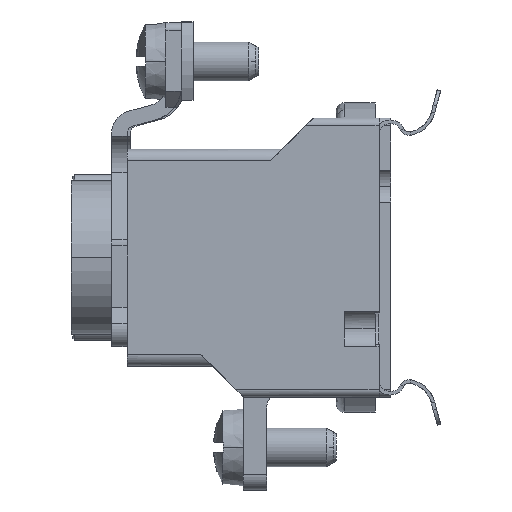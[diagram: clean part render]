
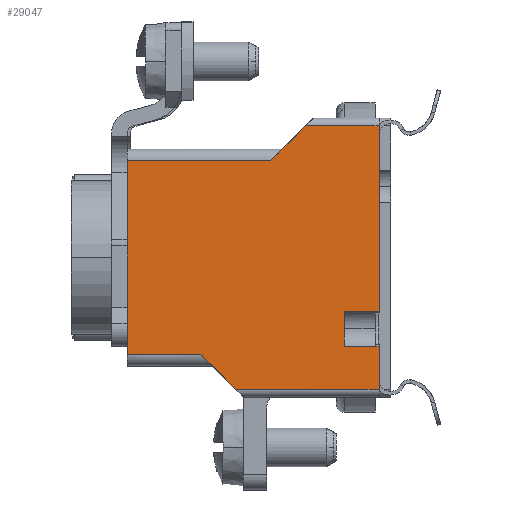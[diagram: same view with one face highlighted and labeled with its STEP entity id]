
A CAD part, left-side view. The second image highlights one B-rep face of the part: STEP entity #29047.
In plain terms, the highlighted planar face has unit normal (-1, 0, 0).
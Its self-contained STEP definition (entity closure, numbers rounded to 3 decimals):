
#18895=DIRECTION('',(0.,0.,-1.));
#18896=VECTOR('',#18895,25.);
#18897=CARTESIAN_POINT('',(-40.35,34.,12.5));
#18898=LINE('',#18897,#18896);
#19506=DIRECTION('',(0.,-1.,0.));
#19507=VECTOR('',#19506,9.5);
#19508=CARTESIAN_POINT('',(-40.35,34.,-12.5));
#19509=LINE('',#19508,#19507);
#19513=CARTESIAN_POINT('',(-40.35,24.5,-12.5));
#19525=DIRECTION('',(0.,-1.,0.));
#19526=VECTOR('',#19525,4.5);
#19527=CARTESIAN_POINT('',(-40.35,6.,-11.442));
#19528=LINE('',#19527,#19526);
#19532=DIRECTION('',(0.,0.707,0.707));
#19533=VECTOR('',#19532,6.364);
#19534=CARTESIAN_POINT('',(-40.35,20.,-17.));
#19535=LINE('',#19534,#19533);
#19539=DIRECTION('',(0.,-0.707,0.707));
#19540=VECTOR('',#19539,6.364);
#19541=CARTESIAN_POINT('',(-40.35,15.5,12.5));
#19542=LINE('',#19541,#19540);
#19546=DIRECTION('',(0.,-1.,0.));
#19547=VECTOR('',#19546,4.5);
#19548=CARTESIAN_POINT('',(-40.35,6.,-6.942));
#19549=LINE('',#19548,#19547);
#19567=DIRECTION('',(0.,0.,1.));
#19568=VECTOR('',#19567,23.942);
#19569=CARTESIAN_POINT('',(-40.35,1.5,-6.942));
#19570=LINE('',#19569,#19568);
#19619=DIRECTION('',(0.,1.,0.));
#19620=VECTOR('',#19619,9.5);
#19621=CARTESIAN_POINT('',(-40.35,1.5,17.));
#19622=LINE('',#19621,#19620);
#19670=DIRECTION('',(0.,1.,0.));
#19671=VECTOR('',#19670,18.5);
#19672=CARTESIAN_POINT('',(-40.35,15.5,12.5));
#19673=LINE('',#19672,#19671);
#24432=DIRECTION('',(0.,0.,1.));
#24433=VECTOR('',#24432,5.558);
#24434=CARTESIAN_POINT('',(-40.35,1.5,-17.));
#24435=LINE('',#24434,#24433);
#24446=DIRECTION('',(0.,0.,1.));
#24447=VECTOR('',#24446,4.5);
#24448=CARTESIAN_POINT('',(-40.35,6.,-11.442));
#24449=LINE('',#24448,#24447);
#24483=DIRECTION('',(0.,-1.,0.));
#24484=VECTOR('',#24483,18.5);
#24485=CARTESIAN_POINT('',(-40.35,20.,-17.));
#24486=LINE('',#24485,#24484);
#26699=CARTESIAN_POINT('',(-40.35,34.,12.5));
#26700=VERTEX_POINT('',#26699);
#26701=CARTESIAN_POINT('',(-40.35,34.,-12.5));
#26702=VERTEX_POINT('',#26701);
#26866=VERTEX_POINT('',#19513);
#26867=CARTESIAN_POINT('',(-40.35,20.,-17.));
#26868=VERTEX_POINT('',#26867);
#26872=CARTESIAN_POINT('',(-40.35,6.,-6.942));
#26873=CARTESIAN_POINT('',(-40.35,1.5,-6.942));
#26874=VERTEX_POINT('',#26872);
#26875=VERTEX_POINT('',#26873);
#26876=CARTESIAN_POINT('',(-40.35,6.,-11.442));
#26877=VERTEX_POINT('',#26876);
#26878=CARTESIAN_POINT('',(-40.35,1.5,-11.442));
#26879=VERTEX_POINT('',#26878);
#26880=CARTESIAN_POINT('',(-40.35,1.5,-17.));
#26881=VERTEX_POINT('',#26880);
#26882=CARTESIAN_POINT('',(-40.35,15.5,12.5));
#26883=VERTEX_POINT('',#26882);
#26884=CARTESIAN_POINT('',(-40.35,11.,17.));
#26885=VERTEX_POINT('',#26884);
#26886=CARTESIAN_POINT('',(-40.35,1.5,17.));
#26887=VERTEX_POINT('',#26886);
#29019=CARTESIAN_POINT('',(-40.35,0.,-18.));
#29020=DIRECTION('',(-1.,0.,0.));
#29021=DIRECTION('',(0.,0.,1.));
#29022=AXIS2_PLACEMENT_3D('',#29019,#29020,#29021);
#29023=PLANE('',#29022);
#29025=ORIENTED_EDGE('',*,*,#29024,.F.);
#29027=ORIENTED_EDGE('',*,*,#29026,.F.);
#29029=ORIENTED_EDGE('',*,*,#29028,.T.);
#29031=ORIENTED_EDGE('',*,*,#29030,.F.);
#29033=ORIENTED_EDGE('',*,*,#29032,.F.);
#29034=ORIENTED_EDGE('',*,*,#28981,.T.);
#29035=ORIENTED_EDGE('',*,*,#29006,.F.);
#29036=ORIENTED_EDGE('',*,*,#28753,.F.);
#29038=ORIENTED_EDGE('',*,*,#29037,.F.);
#29040=ORIENTED_EDGE('',*,*,#29039,.T.);
#29042=ORIENTED_EDGE('',*,*,#29041,.F.);
#29044=ORIENTED_EDGE('',*,*,#29043,.F.);
#29045=EDGE_LOOP('',(#29025,#29027,#29029,#29031,#29033,#29034,#29035,#29036,
#29038,#29040,#29042,#29044));
#29046=FACE_OUTER_BOUND('',#29045,.F.);
#28753=EDGE_CURVE('',#26700,#26702,#18898,.T.);
#28981=EDGE_CURVE('',#26868,#26866,#19535,.T.);
#29006=EDGE_CURVE('',#26702,#26866,#19509,.T.);
#29024=EDGE_CURVE('',#26874,#26875,#19549,.T.);
#29026=EDGE_CURVE('',#26877,#26874,#24449,.T.);
#29028=EDGE_CURVE('',#26877,#26879,#19528,.T.);
#29030=EDGE_CURVE('',#26881,#26879,#24435,.T.);
#29032=EDGE_CURVE('',#26868,#26881,#24486,.T.);
#29037=EDGE_CURVE('',#26883,#26700,#19673,.T.);
#29039=EDGE_CURVE('',#26883,#26885,#19542,.T.);
#29041=EDGE_CURVE('',#26887,#26885,#19622,.T.);
#29043=EDGE_CURVE('',#26875,#26887,#19570,.T.);
#29047=ADVANCED_FACE('',(#29046),#29023,.T.);
